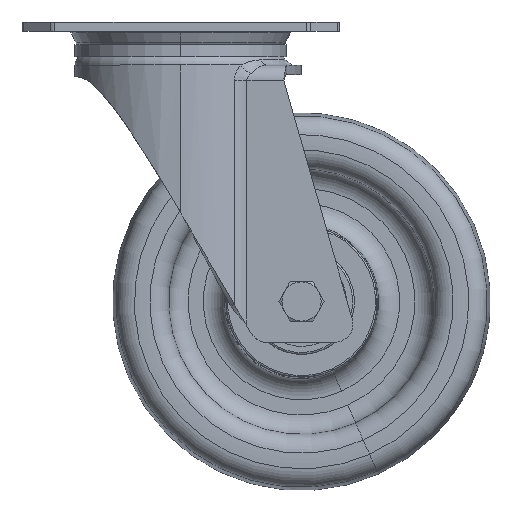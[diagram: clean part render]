
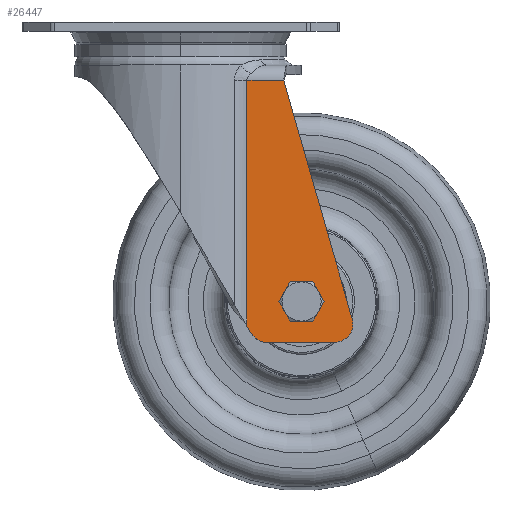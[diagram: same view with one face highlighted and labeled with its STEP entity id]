
A CAD part, top view. The second image highlights one B-rep face of the part: STEP entity #26447.
In plain terms, the highlighted planar face has unit normal (0, 0, 1).
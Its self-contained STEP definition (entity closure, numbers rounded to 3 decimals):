
#21 = DIRECTION ( 'NONE',  ( 0., 0., 1. ) ) ;
#272 = VERTEX_POINT ( 'NONE', #31597 ) ;
#467 = CIRCLE ( 'NONE', #18845, 6. ) ;
#940 = AXIS2_PLACEMENT_3D ( 'NONE', #34462, #15517, #31831 ) ;
#1100 = DIRECTION ( 'NONE',  ( 0.029, -1., 0. ) ) ;
#1479 = FACE_BOUND ( 'NONE', #7375, .T. ) ;
#1582 = EDGE_LOOP ( 'NONE', ( #19164, #23962, #20190, #4304, #32425, #20241, #8272, #15846 ) ) ;
#2776 = CARTESIAN_POINT ( 'NONE',  ( 21.909, -19.3, 29. ) ) ;
#2969 = CIRCLE ( 'NONE', #33564, 6. ) ;
#2981 = B_SPLINE_CURVE_WITH_KNOTS ( 'NONE', 3,
 ( #31580, #7026, #23605, #4616 ),
 .UNSPECIFIED., .F., .F.,
 ( 4, 4 ),
 ( 0., 1. ),
 .UNSPECIFIED. ) ;
#3151 = CARTESIAN_POINT ( 'NONE',  ( 28.5, -106.002, 29. ) ) ;
#3289 = EDGE_CURVE ( 'NONE', #272, #23872, #20466, .T. ) ;
#4304 = ORIENTED_EDGE ( 'NONE', *, *, #19187, .F. ) ;
#4616 = CARTESIAN_POINT ( 'NONE',  ( 21.909, -19.3, 29. ) ) ;
#4710 = CARTESIAN_POINT ( 'NONE',  ( 28.5, -100.002, 29. ) ) ;
#5012 = DIRECTION ( 'NONE',  ( 0., 0., -1. ) ) ;
#5065 = CARTESIAN_POINT ( 'NONE',  ( 40., -92.5, 29. ) ) ;
#5397 = DIRECTION ( 'NONE',  ( 0., -1., 0. ) ) ;
#6133 = VECTOR ( 'NONE', #8836, 1000. ) ;
#7026 = CARTESIAN_POINT ( 'NONE',  ( 21.909, -73.511, 29. ) ) ;
#7375 = EDGE_LOOP ( 'NONE', ( #19413, #8252 ) ) ;
#7910 = EDGE_CURVE ( 'NONE', #33150, #26853, #16688, .T. ) ;
#8252 = ORIENTED_EDGE ( 'NONE', *, *, #21669, .F. ) ;
#8272 = ORIENTED_EDGE ( 'NONE', *, *, #21796, .T. ) ;
#8836 = DIRECTION ( 'NONE',  ( 0.276, -0.961, 0. ) ) ;
#10155 = CARTESIAN_POINT ( 'NONE',  ( 51.205, -105.999, 29. ) ) ;
#11078 = VECTOR ( 'NONE', #24407, 1000. ) ;
#11847 = AXIS2_PLACEMENT_3D ( 'NONE', #20808, #26377, #29144 ) ;
#14299 = CARTESIAN_POINT ( 'NONE',  ( 56.799, -98.346, 29. ) ) ;
#15307 = CARTESIAN_POINT ( 'NONE',  ( 51.032, -100.002, 29. ) ) ;
#15428 = CARTESIAN_POINT ( 'NONE',  ( 22.85, -102.225, 29. ) ) ;
#15517 = DIRECTION ( 'NONE',  ( 0., 0., 1. ) ) ;
#15528 = VERTEX_POINT ( 'NONE', #33054 ) ;
#15667 = DIRECTION ( 'NONE',  ( 0.029, -1., 0. ) ) ;
#15846 = ORIENTED_EDGE ( 'NONE', *, *, #22176, .F. ) ;
#16688 = LINE ( 'NONE', #32685, #6133 ) ;
#16930 = EDGE_CURVE ( 'NONE', #19906, #32674, #27010, .T. ) ;
#17074 = AXIS2_PLACEMENT_3D ( 'NONE', #15307, #5012, #15667 ) ;
#17176 = PLANE ( 'NONE',  #11847 ) ;
#17695 = CARTESIAN_POINT ( 'NONE',  ( 23.32, -103.03, 29. ) ) ;
#17862 = CARTESIAN_POINT ( 'NONE',  ( 21.909, -100.616, 29. ) ) ;
#18695 = EDGE_CURVE ( 'NONE', #20275, #15528, #18761, .T. ) ;
#18761 = CIRCLE ( 'NONE', #33747, 4.1 ) ;
#18845 = AXIS2_PLACEMENT_3D ( 'NONE', #21330, #27408, #1100 ) ;
#19164 = ORIENTED_EDGE ( 'NONE', *, *, #3289, .F. ) ;
#19187 = EDGE_CURVE ( 'NONE', #21434, #32674, #467, .T. ) ;
#19325 = CARTESIAN_POINT ( 'NONE',  ( 25.973, -19.3, 29. ) ) ;
#19413 = ORIENTED_EDGE ( 'NONE', *, *, #18695, .F. ) ;
#19906 = VERTEX_POINT ( 'NONE', #22286 ) ;
#20190 = ORIENTED_EDGE ( 'NONE', *, *, #16930, .T. ) ;
#20241 = ORIENTED_EDGE ( 'NONE', *, *, #7910, .F. ) ;
#20275 = VERTEX_POINT ( 'NONE', #26116 ) ;
#20466 = B_SPLINE_CURVE_WITH_KNOTS ( 'NONE', 3,
 ( #17695, #15428, #26073, #17862 ),
 .UNSPECIFIED., .F., .F.,
 ( 4, 4 ),
 ( 0., 1. ),
 .UNSPECIFIED. ) ;
#20808 = CARTESIAN_POINT ( 'NONE',  ( 0., -99.409, 29. ) ) ;
#21330 = CARTESIAN_POINT ( 'NONE',  ( 51.032, -100.002, 29. ) ) ;
#21434 = VERTEX_POINT ( 'NONE', #10155 ) ;
#21669 = EDGE_CURVE ( 'NONE', #15528, #20275, #24283, .T. ) ;
#21796 = EDGE_CURVE ( 'NONE', #33150, #31923, #26982, .T. ) ;
#21925 = CARTESIAN_POINT ( 'NONE',  ( 34.101, -19.3, 29. ) ) ;
#22176 = EDGE_CURVE ( 'NONE', #23872, #31923, #2981, .T. ) ;
#22286 = CARTESIAN_POINT ( 'NONE',  ( 28.5, -106.002, 29. ) ) ;
#23605 = CARTESIAN_POINT ( 'NONE',  ( 21.909, -46.405, 29. ) ) ;
#23675 = CARTESIAN_POINT ( 'NONE',  ( 21.909, -19.3, 29. ) ) ;
#23872 = VERTEX_POINT ( 'NONE', #26873 ) ;
#23962 = ORIENTED_EDGE ( 'NONE', *, *, #27836, .F. ) ;
#24187 = CARTESIAN_POINT ( 'NONE',  ( 30.037, -19.3, 29. ) ) ;
#24283 = CIRCLE ( 'NONE', #940, 4.1 ) ;
#24407 = DIRECTION ( 'NONE',  ( 1., 0., 0. ) ) ;
#26073 = CARTESIAN_POINT ( 'NONE',  ( 22.379, -101.421, 29. ) ) ;
#26116 = CARTESIAN_POINT ( 'NONE',  ( 35.9, -92.5, 29. ) ) ;
#26377 = DIRECTION ( 'NONE',  ( 0., 0., 1. ) ) ;
#26447 = ADVANCED_FACE ( 'NONE', ( #1479, #28482 ), #17176, .T. ) ;
#26853 = VERTEX_POINT ( 'NONE', #14299 ) ;
#26873 = CARTESIAN_POINT ( 'NONE',  ( 21.909, -100.616, 29. ) ) ;
#26982 = B_SPLINE_CURVE_WITH_KNOTS ( 'NONE', 3,
 ( #21925, #24187, #19325, #2776 ),
 .UNSPECIFIED., .F., .F.,
 ( 4, 4 ),
 ( 0., 1. ),
 .UNSPECIFIED. ) ;
#27010 = LINE ( 'NONE', #3151, #11078 ) ;
#27408 = DIRECTION ( 'NONE',  ( 0., 0., -1. ) ) ;
#27836 = EDGE_CURVE ( 'NONE', #19906, #272, #2969, .T. ) ;
#28187 = CARTESIAN_POINT ( 'NONE',  ( 51.032, -106.002, 29. ) ) ;
#28482 = FACE_OUTER_BOUND ( 'NONE', #1582, .T. ) ;
#29144 = DIRECTION ( 'NONE',  ( 1., 0., 0. ) ) ;
#29267 = DIRECTION ( 'NONE',  ( 0., 0., -1. ) ) ;
#29446 = EDGE_CURVE ( 'NONE', #26853, #21434, #32056, .T. ) ;
#31580 = CARTESIAN_POINT ( 'NONE',  ( 21.909, -100.616, 29. ) ) ;
#31597 = CARTESIAN_POINT ( 'NONE',  ( 23.32, -103.03, 29. ) ) ;
#31688 = DIRECTION ( 'NONE',  ( -1., 0., 0. ) ) ;
#31831 = DIRECTION ( 'NONE',  ( 1., 0., 0. ) ) ;
#31923 = VERTEX_POINT ( 'NONE', #23675 ) ;
#32056 = CIRCLE ( 'NONE', #17074, 6. ) ;
#32425 = ORIENTED_EDGE ( 'NONE', *, *, #29446, .F. ) ;
#32674 = VERTEX_POINT ( 'NONE', #28187 ) ;
#32685 = CARTESIAN_POINT ( 'NONE',  ( 34.101, -19.3, 29. ) ) ;
#33054 = CARTESIAN_POINT ( 'NONE',  ( 44.1, -92.5, 29. ) ) ;
#33150 = VERTEX_POINT ( 'NONE', #33999 ) ;
#33564 = AXIS2_PLACEMENT_3D ( 'NONE', #4710, #29267, #5397 ) ;
#33747 = AXIS2_PLACEMENT_3D ( 'NONE', #5065, #21, #31688 ) ;
#33999 = CARTESIAN_POINT ( 'NONE',  ( 34.101, -19.3, 29. ) ) ;
#34462 = CARTESIAN_POINT ( 'NONE',  ( 40., -92.5, 29. ) ) ;
